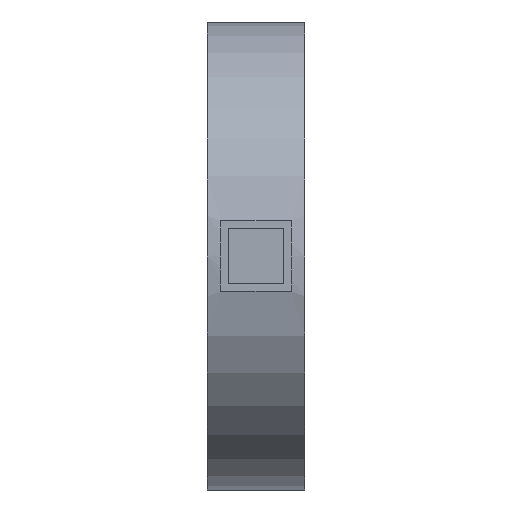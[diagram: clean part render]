
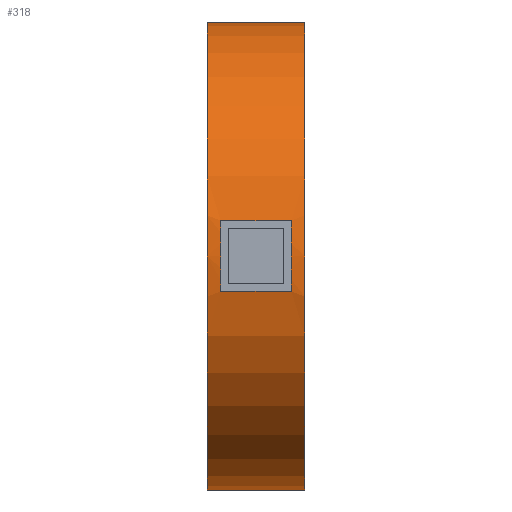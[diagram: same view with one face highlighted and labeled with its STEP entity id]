
A CAD part, left-side view. The second image highlights one B-rep face of the part: STEP entity #318.
In plain terms, the highlighted cylindrical face has radius 16.5 mm (diameter 33 mm), a full revolution.
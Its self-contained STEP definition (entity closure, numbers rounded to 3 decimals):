
#15=CYLINDRICAL_SURFACE('',#341,16.5);
#16=CIRCLE('',#334,16.5);
#17=CIRCLE('',#335,16.5);
#18=CIRCLE('',#338,16.5);
#19=CIRCLE('',#339,16.5);
#20=CIRCLE('',#342,16.5);
#21=CIRCLE('',#343,16.5);
#39=FACE_OUTER_BOUND('',#59,.T.);
#59=EDGE_LOOP('',(#274,#275,#276,#277,#278,#279,#280,#281,#282,#283,#284,
#285));
#86=LINE('',#483,#122);
#92=LINE('',#499,#128);
#96=LINE('',#512,#132);
#97=LINE('',#514,#133);
#122=VECTOR('',#392,10.);
#128=VECTOR('',#406,10.);
#132=VECTOR('',#422,16.5);
#133=VECTOR('',#423,16.5);
#150=VERTEX_POINT('',#481);
#151=VERTEX_POINT('',#482);
#154=VERTEX_POINT('',#490);
#156=VERTEX_POINT('',#494);
#157=VERTEX_POINT('',#498);
#159=VERTEX_POINT('',#504);
#160=VERTEX_POINT('',#510);
#161=VERTEX_POINT('',#513);
#186=EDGE_CURVE('',#150,#151,#86,.T.);
#190=EDGE_CURVE('',#151,#154,#16,.T.);
#193=EDGE_CURVE('',#154,#156,#17,.T.);
#194=EDGE_CURVE('',#156,#157,#92,.T.);
#197=EDGE_CURVE('',#157,#159,#18,.T.);
#199=EDGE_CURVE('',#159,#150,#19,.T.);
#200=EDGE_CURVE('',#160,#160,#20,.T.);
#201=EDGE_CURVE('',#160,#159,#96,.T.);
#202=EDGE_CURVE('',#154,#161,#97,.T.);
#203=EDGE_CURVE('',#161,#161,#21,.T.);
#274=ORIENTED_EDGE('',*,*,#200,.F.);
#275=ORIENTED_EDGE('',*,*,#201,.T.);
#276=ORIENTED_EDGE('',*,*,#199,.T.);
#277=ORIENTED_EDGE('',*,*,#186,.T.);
#278=ORIENTED_EDGE('',*,*,#190,.T.);
#279=ORIENTED_EDGE('',*,*,#202,.T.);
#280=ORIENTED_EDGE('',*,*,#203,.T.);
#281=ORIENTED_EDGE('',*,*,#202,.F.);
#282=ORIENTED_EDGE('',*,*,#193,.T.);
#283=ORIENTED_EDGE('',*,*,#194,.T.);
#284=ORIENTED_EDGE('',*,*,#197,.T.);
#285=ORIENTED_EDGE('',*,*,#201,.F.);
#318=ADVANCED_FACE('',(#39),#15,.T.);
#334=AXIS2_PLACEMENT_3D('',#491,#398,#399);
#335=AXIS2_PLACEMENT_3D('',#496,#402,#403);
#338=AXIS2_PLACEMENT_3D('',#505,#411,#412);
#339=AXIS2_PLACEMENT_3D('',#507,#414,#415);
#341=AXIS2_PLACEMENT_3D('',#509,#418,#419);
#342=AXIS2_PLACEMENT_3D('',#511,#420,#421);
#343=AXIS2_PLACEMENT_3D('',#515,#424,#425);
#392=DIRECTION('',(0.,-1.,0.));
#398=DIRECTION('center_axis',(0.,-1.,0.));
#399=DIRECTION('ref_axis',(1.,0.,0.));
#402=DIRECTION('center_axis',(0.,-1.,0.));
#403=DIRECTION('ref_axis',(1.,0.,0.));
#406=DIRECTION('',(0.,1.,0.));
#411=DIRECTION('center_axis',(0.,1.,0.));
#412=DIRECTION('ref_axis',(1.,0.,0.));
#414=DIRECTION('center_axis',(0.,1.,0.));
#415=DIRECTION('ref_axis',(1.,0.,0.));
#418=DIRECTION('center_axis',(0.,1.,0.));
#419=DIRECTION('ref_axis',(1.,0.,0.));
#420=DIRECTION('center_axis',(0.,1.,0.));
#421=DIRECTION('ref_axis',(1.,0.,0.));
#422=DIRECTION('',(0.,-1.,0.));
#423=DIRECTION('',(0.,-1.,0.));
#424=DIRECTION('center_axis',(0.,1.,0.));
#425=DIRECTION('ref_axis',(1.,0.,0.));
#481=CARTESIAN_POINT('',(-16.31,5.95,2.5));
#482=CARTESIAN_POINT('',(-16.31,0.95,2.5));
#483=CARTESIAN_POINT('',(-16.31,0.,2.5));
#490=CARTESIAN_POINT('',(-16.5,0.95,0.));
#491=CARTESIAN_POINT('Origin',(0.,0.95,0.));
#494=CARTESIAN_POINT('',(-16.31,0.95,-2.5));
#496=CARTESIAN_POINT('Origin',(0.,0.95,0.));
#498=CARTESIAN_POINT('',(-16.31,5.95,-2.5));
#499=CARTESIAN_POINT('',(-16.31,0.,-2.5));
#504=CARTESIAN_POINT('',(-16.5,5.95,0.));
#505=CARTESIAN_POINT('Origin',(0.,5.95,0.));
#507=CARTESIAN_POINT('Origin',(0.,5.95,0.));
#509=CARTESIAN_POINT('Origin',(0.,0.,0.));
#510=CARTESIAN_POINT('',(-16.5,6.9,0.));
#511=CARTESIAN_POINT('Origin',(0.,6.9,0.));
#512=CARTESIAN_POINT('',(-16.5,0.,0.));
#513=CARTESIAN_POINT('',(-16.5,0.,0.));
#514=CARTESIAN_POINT('',(-16.5,0.,0.));
#515=CARTESIAN_POINT('Origin',(0.,0.,0.));
